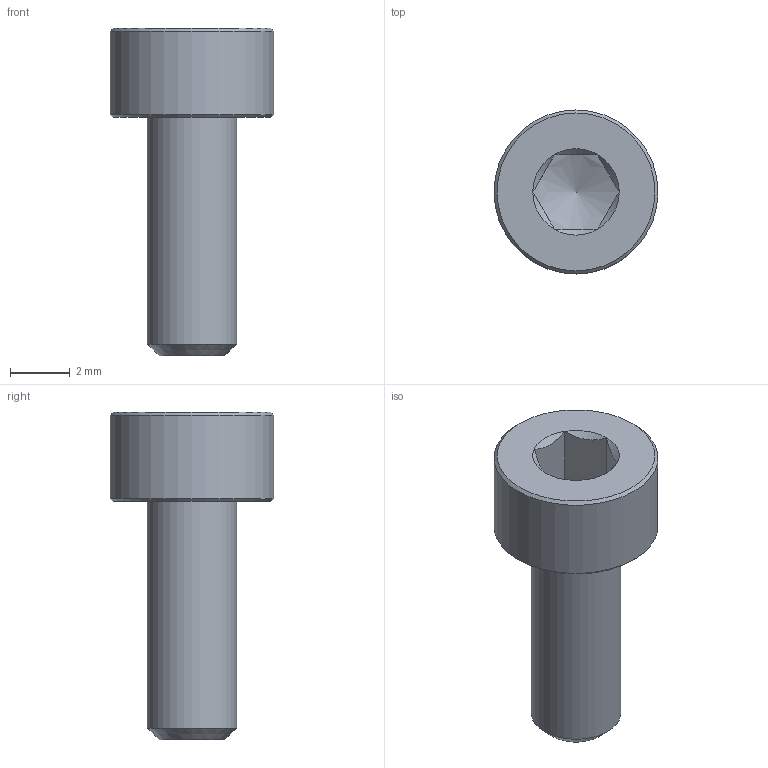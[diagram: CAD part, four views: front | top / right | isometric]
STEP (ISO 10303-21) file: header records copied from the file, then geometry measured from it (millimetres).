
FILE_DESCRIPTION(('FreeCAD Model'),'2;1');
FILE_NAME( 'bolt-m3x8-hshcs.step', '2015-04-14T22:15:10',('FreeCAD'),('FreeCAD'), 'Open CASCADE STEP processor 6.5','FreeCAD','Unknown');
FILE_SCHEMA(('AUTOMOTIVE_DESIGN_CC2 { 1 2 10303 214 -1 1 5 4 }'));
Length unit declared in the file: millimetre
Products named in the file (1): bolt-m3x8-hshcs
Bounding box: 5.5 x 5.5 x 11 mm (x, y, z)
Volume: 114 mm3; surface area: 189.2 mm2
Topology: 1 solids, 1 shells, 16 faces, 34 edges, 21 vertices
Faces by surface type: plane 9, cone 5, cylinder 2
Full cylindrical faces by diameter (mm): 3 x1, 5.5 x1
Entity records: 949 total; most frequent: CARTESIAN_POINT 275, DIRECTION 123, ORIENTED_EDGE 66, PCURVE 66, DEFINITIONAL_REPRESENTATION 66, LINE 44, VECTOR 44, AXIS2_PLACEMENT_3D 37
